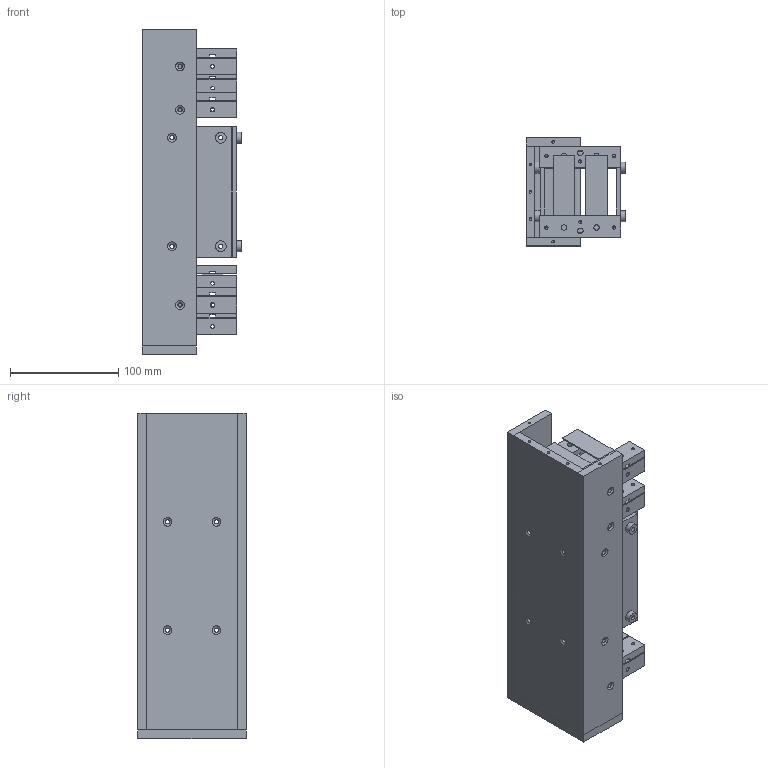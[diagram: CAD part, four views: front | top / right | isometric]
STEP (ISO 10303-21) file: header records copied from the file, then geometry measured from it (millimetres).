
FILE_DESCRIPTION(/* description */ (''),/* implementation_level */ '2;1');
FILE_NAME(/* name */ 'Cubesat v12.step',/* time_stamp */ '2024-10-28T23:25:26+05:30',/* author */ (''),/* organization */ (''),/* preprocessor_version */ 'ST-DEVELOPER v20',/* originating_system */ 'Autodesk Translation Framework v13.20.0.188',/* authorisation */ '');
FILE_SCHEMA (('AUTOMOTIVE_DESIGN { 1 0 10303 214 3 1 1 }'));
Length unit declared in the file: millimetre
Products named in the file (4): Cubesat; Cube_1; Cube_1 (1); samples_c2
Assembly tree (4 placements, depth 3):
  Cubesat
    Cube_1
      samples_c2
      Cube_1 (1)
    samples_c2
Bounding box: 92 x 100 x 300 mm (x, y, z)
Volume: 807354.4 mm3; surface area: 319337.8 mm2
Topology: 32 solids, 32 shells, 424 faces, 1016 edges, 660 vertices
Faces by surface type: plane 268, cylinder 125, cone 31
Full cylindrical faces by diameter (mm): 2.529 x5, 3 x36, 3.332 x12, 4 x30, 5 x24, 5.035 x2, 10 x16
Entity records: 8373 total; most frequent: DIRECTION 1440, CARTESIAN_POINT 1365, ORIENTED_EDGE 1302, EDGE_CURVE 651, AXIS2_PLACEMENT_3D 501, LINE 438, VECTOR 438, EDGE_LOOP 431
